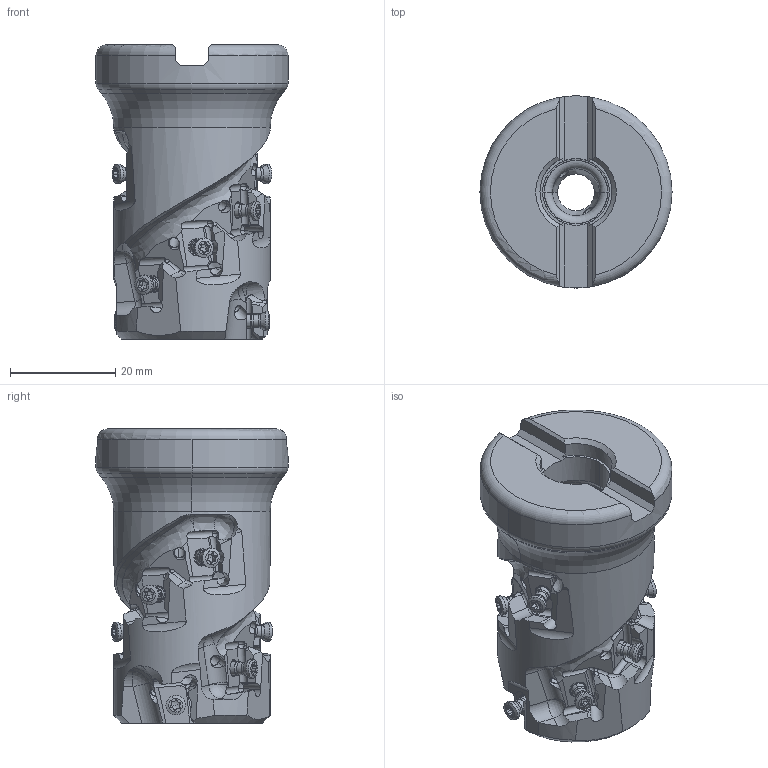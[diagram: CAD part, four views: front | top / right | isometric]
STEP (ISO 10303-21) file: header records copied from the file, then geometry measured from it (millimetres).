
FILE_DESCRIPTION(/* description */ (''),/* implementation_level */ '2;1');
FILE_NAME(/* name */ 'VPX200UR1_2502AA1310.stp',/* time_stamp */ '2021-06-22T11:12:56+09:00',/* author */ (''),/* organization */ (''),/* preprocessor_version */ 'ST-DEVELOPER v16',/* originating_system */ 'SIEMENS PLM Software NX 10.0',/* authorisation */ '');
FILE_SCHEMA (('AUTOMOTIVE_DESIGN { 1 0 10303 214 3 1 1 1 }'));
Length unit declared in the file: millimetre
Products named in the file (1): VPX200UR1_2502AA1310_ASM
Bounding box: 36.51 x 36.51 x 55.95 mm (x, y, z)
Volume: 31204.5 mm3; surface area: 11545.2 mm2
Topology: 11 solids, 11 shells, 1052 faces, 2948 edges, 1885 vertices
Faces by surface type: cylinder 488, plane 266, cone 146, torus 70, sphere 64, bspline 14, extrusion 4
Entity records: 43172 total; most frequent: CARTESIAN_POINT 16520, ORIENTED_EDGE 5744, DIRECTION 5414, EDGE_CURVE 2872, AXIS2_PLACEMENT_3D 2223, VERTEX_POINT 1872, EDGE_LOOP 1108, ADVANCED_FACE 1052
